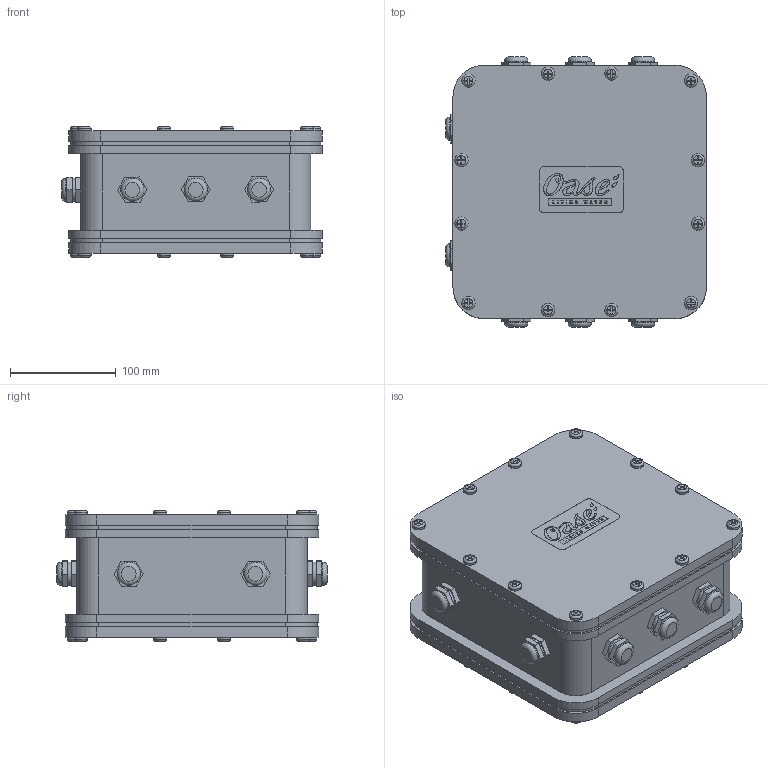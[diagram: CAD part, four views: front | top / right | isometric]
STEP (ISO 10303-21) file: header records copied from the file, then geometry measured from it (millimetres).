
FILE_DESCRIPTION(/* description */ (''),/* implementation_level */ '2;1');
FILE_NAME(/* name */ '57486 junction Box_selbergezeichnet.stp',/* time_stamp */ '2014-12-19T11:31:38+01:00',/* author */ ('guzb562'),/* organization */ (''),/* preprocessor_version */ 'ST-DEVELOPER v15.2',/* originating_system */ 'Autodesk Inventor 2014',/* authorisation */ '');
FILE_SCHEMA (('AUTOMOTIVE_DESIGN { 1 0 10303 214 3 1 1 }'));
Length unit declared in the file: millimetre
Products named in the file (1): 57486 junction Box_selbergezeichnet
Bounding box: 247.03 x 256.02 x 124 mm (x, y, z)
Volume: 5960464.2 mm3; surface area: 257070.7 mm2
Topology: 1 solids, 1 shells, 1010 faces, 2608 edges, 1728 vertices
Faces by surface type: plane 746, bspline 156, cylinder 76, torus 32
Full cylindrical faces by diameter (mm): 12.5 x24, 21.984 x7, 22 x9
Entity records: 31406 total; most frequent: CARTESIAN_POINT 7775, ORIENTED_EDGE 5068, DIRECTION 4128, EDGE_CURVE 2534, LINE 2034, VECTOR 2034, VERTEX_POINT 1726, EDGE_LOOP 1210
